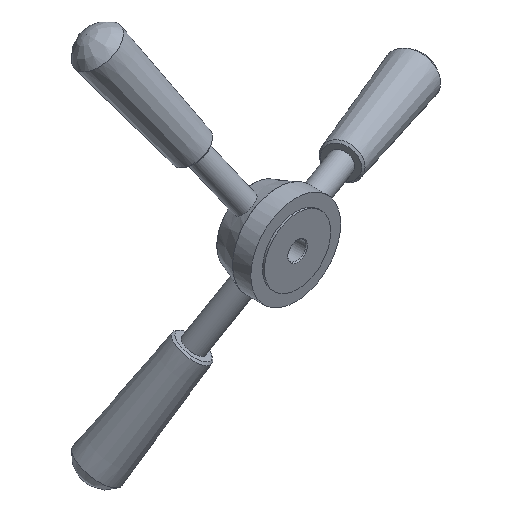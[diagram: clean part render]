
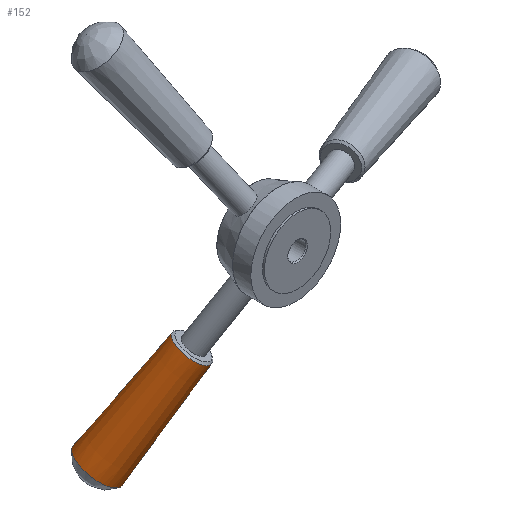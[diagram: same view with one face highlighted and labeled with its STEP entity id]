
A CAD part, isometric view. The second image highlights one B-rep face of the part: STEP entity #152.
In plain terms, the highlighted conical face has half-angle 2.203 degrees and reference radius 9.991 mm.
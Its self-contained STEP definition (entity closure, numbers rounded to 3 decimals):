
#111=CONICAL_SURFACE('',#451,9.991,2.203);
#152=ADVANCED_FACE('',(#218,#201),#111,.T.);
#201=FACE_BOUND('',#270,.T.);
#218=FACE_OUTER_BOUND('',#269,.T.);
#269=EDGE_LOOP('',(#323));
#270=EDGE_LOOP('',(#324));
#323=ORIENTED_EDGE('',*,*,#384,.F.);
#324=ORIENTED_EDGE('',*,*,#385,.T.);
#357=VERTEX_POINT('',#783);
#358=VERTEX_POINT('',#813);
#384=EDGE_CURVE('',#357,#357,#405,.T.);
#385=EDGE_CURVE('',#358,#358,#406,.T.);
#405=CIRCLE('',#449,12.491);
#406=CIRCLE('',#450,9.991);
#449=AXIS2_PLACEMENT_3D('',#782,#537,#538);
#450=AXIS2_PLACEMENT_3D('',#812,#539,#540);
#451=AXIS2_PLACEMENT_3D('',#814,#541,#542);
#537=DIRECTION('',(-0.47,0.342,-0.814));
#538=DIRECTION('',(0.171,0.94,0.296));
#539=DIRECTION('',(-0.47,0.342,-0.814));
#540=DIRECTION('',(0.171,0.94,0.296));
#541=DIRECTION('',(-0.47,0.342,-0.814));
#542=DIRECTION('',(0.171,0.94,0.296));
#782=CARTESIAN_POINT('',(402.252,410.813,-101.266));
#783=CARTESIAN_POINT('',(404.388,422.551,-97.567));
#812=CARTESIAN_POINT('',(432.792,388.582,-48.369));
#813=CARTESIAN_POINT('',(434.5,397.97,-45.41));
#814=CARTESIAN_POINT('',(432.792,388.582,-48.369));
